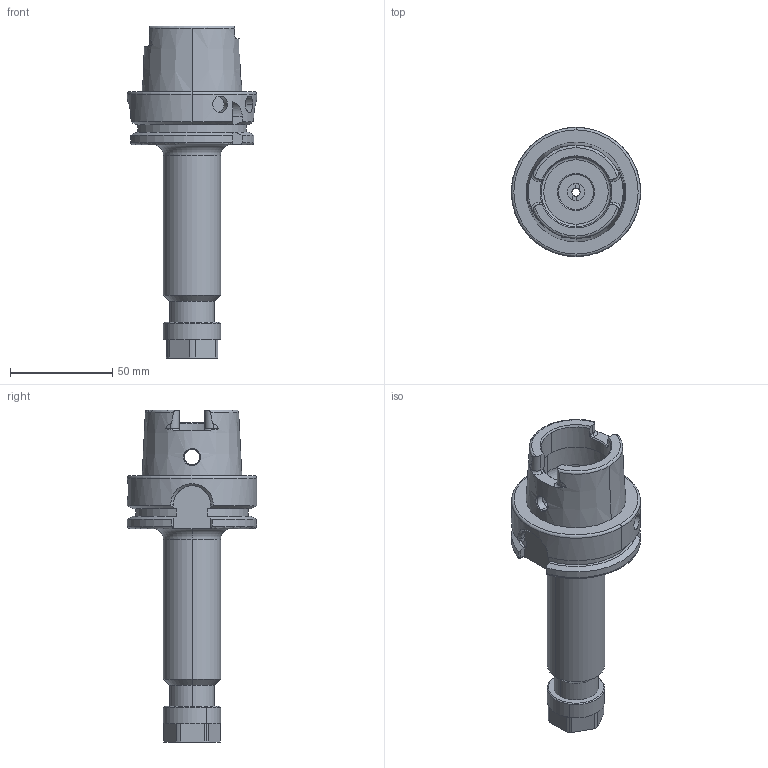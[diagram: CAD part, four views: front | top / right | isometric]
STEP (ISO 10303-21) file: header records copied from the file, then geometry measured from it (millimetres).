
FILE_DESCRIPTION (( 'STEP AP203' ), '1' );
FILE_NAME ('FWA063H-ERS16130.STEP', '2024-09-06T03:52:22', ( '' ), ( '' ), 'SwSTEP 2.0', 'SolidWorks 2024', '' );
FILE_SCHEMA (( 'CONFIG_CONTROL_DESIGN' ));
Length unit declared in the file: millimetre
Products named in the file (5): HSKA63CCHER16130WW; SCW716-20 UNF; FWA063H-ERS16130; NUTER16
Assembly tree (4 placements, depth 3):
  FWA063H-ERS16130
    HSKA63CCHER16130WW
      HSKA63CCHER16130WW
      NUTER16
      SCW716-20 UNF
Bounding box: 63 x 63 x 162 mm (x, y, z)
Volume: 133003.9 mm3; surface area: 37588.2 mm2
Topology: 3 solids, 3 shells, 237 faces, 603 edges, 378 vertices
Faces by surface type: plane 80, cylinder 74, cone 44, torus 25, bspline 14
Entity records: 9157 total; most frequent: CARTESIAN_POINT 3003, ORIENTED_EDGE 1202, DIRECTION 1173, EDGE_CURVE 601, AXIS2_PLACEMENT_3D 469, VERTEX_POINT 378, EDGE_LOOP 255, CIRCLE 238
